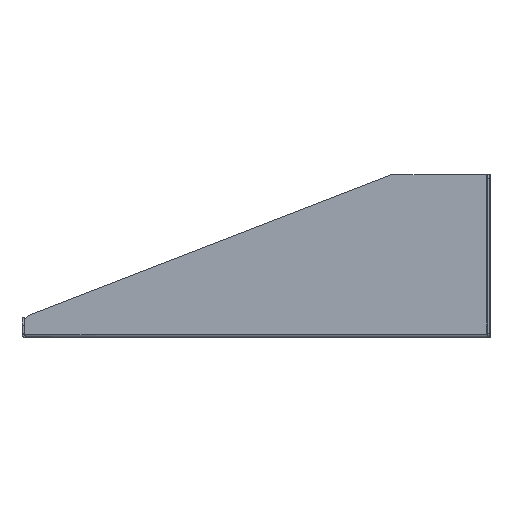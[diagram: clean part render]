
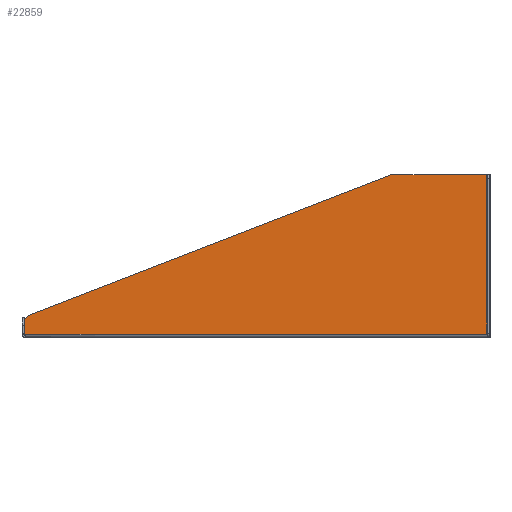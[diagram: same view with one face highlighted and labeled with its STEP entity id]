
A CAD part, left-side view. The second image highlights one B-rep face of the part: STEP entity #22859.
In plain terms, the highlighted planar face has unit normal (-1, 0, 0).
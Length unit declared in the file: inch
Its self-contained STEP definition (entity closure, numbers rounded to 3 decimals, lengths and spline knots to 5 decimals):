
#659 = VECTOR ( 'NONE', #2670, 39.37008 ) ;
#1071 = VERTEX_POINT ( 'NONE', #21453 ) ;
#1553 = VECTOR ( 'NONE', #1964, 39.37008 ) ;
#1964 = DIRECTION ( 'NONE',  ( 0., 0., -1. ) ) ;
#2004 = EDGE_CURVE ( 'NONE', #7161, #20211, #17273, .T. ) ;
#2185 = CARTESIAN_POINT ( 'NONE',  ( -10.75, 7.25992, 0.70408 ) ) ;
#2609 = EDGE_CURVE ( 'NONE', #11684, #7161, #16717, .T. ) ;
#2670 = DIRECTION ( 'NONE',  ( 0., -0.707, 0.707 ) ) ;
#2745 = CARTESIAN_POINT ( 'NONE',  ( -10.75, -7.428, 0.06249 ) ) ;
#2974 = CARTESIAN_POINT ( 'NONE',  ( -10.75, -7.428, 5.218 ) ) ;
#3331 = DIRECTION ( 'NONE',  ( 0., -1., 0. ) ) ;
#3832 = DIRECTION ( 'NONE',  ( 0., 0., 1. ) ) ;
#3947 = ORIENTED_EDGE ( 'NONE', *, *, #19737, .F. ) ;
#4073 = EDGE_CURVE ( 'NONE', #18117, #8725, #20280, .T. ) ;
#4205 = DIRECTION ( 'NONE',  ( 1., 0., 0. ) ) ;
#4351 = VECTOR ( 'NONE', #4376, 39.37008 ) ;
#4376 = DIRECTION ( 'NONE',  ( 0., -0.932, 0.361 ) ) ;
#4710 = PLANE ( 'NONE',  #12517 ) ;
#4824 = ORIENTED_EDGE ( 'NONE', *, *, #9153, .T. ) ;
#6196 = ORIENTED_EDGE ( 'NONE', *, *, #2609, .F. ) ;
#6900 = CARTESIAN_POINT ( 'NONE',  ( -10.75, -7.464, 0.06249 ) ) ;
#6938 = CARTESIAN_POINT ( 'NONE',  ( -10.75, -7.464, 5.218 ) ) ;
#7161 = VERTEX_POINT ( 'NONE', #2974 ) ;
#7657 = EDGE_LOOP ( 'NONE', ( #4824, #9243, #7874, #15463, #6196, #15210, #15452, #3947 ) ) ;
#7874 = ORIENTED_EDGE ( 'NONE', *, *, #18967, .F. ) ;
#7966 = CARTESIAN_POINT ( 'NONE',  ( -10.75, 7.25992, 0.70408 ) ) ;
#8313 = CARTESIAN_POINT ( 'NONE',  ( -10.75, 7.39192, 0.57208 ) ) ;
#8571 = DIRECTION ( 'NONE',  ( 0., 0., -1. ) ) ;
#8725 = VERTEX_POINT ( 'NONE', #7966 ) ;
#9153 = EDGE_CURVE ( 'NONE', #1071, #9425, #11683, .T. ) ;
#9243 = ORIENTED_EDGE ( 'NONE', *, *, #20004, .F. ) ;
#9425 = VERTEX_POINT ( 'NONE', #15234 ) ;
#9970 = EDGE_CURVE ( 'NONE', #8725, #11684, #12098, .T. ) ;
#10341 = VECTOR ( 'NONE', #3832, 39.37008 ) ;
#10435 = CARTESIAN_POINT ( 'NONE',  ( -10.75, -7.428, 0.108 ) ) ;
#11684 = VERTEX_POINT ( 'NONE', #14869 ) ;
#11683 = CIRCLE ( 'NONE', #12934, 0.055 ) ;
#12098 = LINE ( 'NONE', #2185, #4351 ) ;
#12331 = VERTEX_POINT ( 'NONE', #10435 ) ;
#12516 = LINE ( 'NONE', #2745, #14611 ) ;
#12517 = AXIS2_PLACEMENT_3D ( 'NONE', #6900, #20263, #8571 ) ;
#12683 = VECTOR ( 'NONE', #3331, 39.37008 ) ;
#12934 = AXIS2_PLACEMENT_3D ( 'NONE', #25444, #4205, #13871 ) ;
#13871 = DIRECTION ( 'NONE',  ( 0., 0., 1. ) ) ;
#14611 = VECTOR ( 'NONE', #24338, 39.37008 ) ;
#14869 = CARTESIAN_POINT ( 'NONE',  ( -10.75, -4.389, 5.218 ) ) ;
#15151 = LINE ( 'NONE', #25157, #16573 ) ;
#15210 = ORIENTED_EDGE ( 'NONE', *, *, #9970, .F. ) ;
#15234 = CARTESIAN_POINT ( 'NONE',  ( -10.75, 7.37063, 0.108 ) ) ;
#15259 = DIRECTION ( 'NONE',  ( 0., 1., 0. ) ) ;
#15452 = ORIENTED_EDGE ( 'NONE', *, *, #4073, .F. ) ;
#15463 = ORIENTED_EDGE ( 'NONE', *, *, #2004, .F. ) ;
#16573 = VECTOR ( 'NONE', #15259, 39.37008 ) ;
#16717 = LINE ( 'NONE', #6938, #12683 ) ;
#17273 = LINE ( 'NONE', #19580, #1553 ) ;
#18117 = VERTEX_POINT ( 'NONE', #20309 ) ;
#18967 = EDGE_CURVE ( 'NONE', #20211, #12331, #12516, .T. ) ;
#19580 = CARTESIAN_POINT ( 'NONE',  ( -10.75, -7.428, 0.06249 ) ) ;
#19737 = EDGE_CURVE ( 'NONE', #1071, #18117, #21714, .T. ) ;
#20004 = EDGE_CURVE ( 'NONE', #12331, #9425, #15151, .T. ) ;
#20211 = VERTEX_POINT ( 'NONE', #22318 ) ;
#20263 = DIRECTION ( 'NONE',  ( 1., 0., 0. ) ) ;
#20280 = LINE ( 'NONE', #8313, #659 ) ;
#20309 = CARTESIAN_POINT ( 'NONE',  ( -10.75, 7.39192, 0.57208 ) ) ;
#21445 = CARTESIAN_POINT ( 'NONE',  ( -10.75, 7.39192, 0.06249 ) ) ;
#21453 = CARTESIAN_POINT ( 'NONE',  ( -10.75, 7.39192, 0.11665 ) ) ;
#21714 = LINE ( 'NONE', #21445, #10341 ) ;
#22318 = CARTESIAN_POINT ( 'NONE',  ( -10.75, -7.428, 0.10808 ) ) ;
#22859 = ADVANCED_FACE ( 'NONE', ( #24518 ), #4710, .F. ) ;
#24338 = DIRECTION ( 'NONE',  ( 0., 0., -1. ) ) ;
#24518 = FACE_OUTER_BOUND ( 'NONE', #7657, .T. ) ;
#25157 = CARTESIAN_POINT ( 'NONE',  ( -10.75, -7.464, 0.108 ) ) ;
#25444 = CARTESIAN_POINT ( 'NONE',  ( -10.75, 7.40151, 0.06249 ) ) ;
